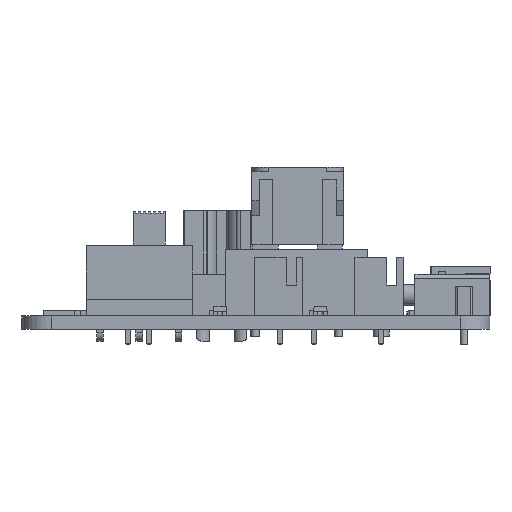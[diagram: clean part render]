
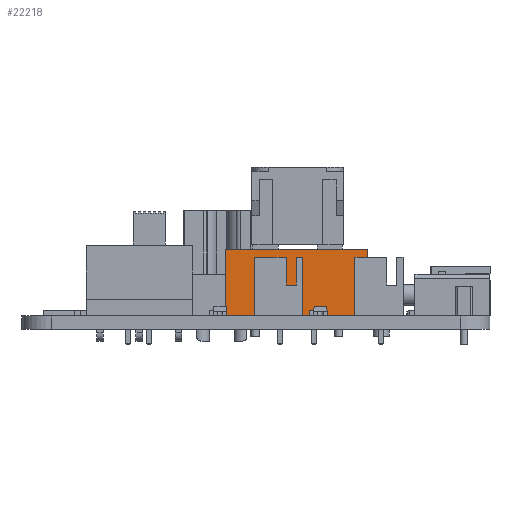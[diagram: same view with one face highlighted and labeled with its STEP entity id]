
A CAD part, left-side view. The second image highlights one B-rep face of the part: STEP entity #22218.
In plain terms, the highlighted face is planar.
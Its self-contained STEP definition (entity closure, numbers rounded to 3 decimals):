
#1470=FACE_OUTER_BOUND('',#2801,.T.);
#2801=EDGE_LOOP('',(#15745,#15746,#15747,#15748));
#4420=LINE('',#35103,#6956);
#4421=LINE('',#35106,#6957);
#4422=LINE('',#35108,#6958);
#4423=LINE('',#35109,#6959);
#6956=VECTOR('',#26750,10.);
#6957=VECTOR('',#26753,10.);
#6958=VECTOR('',#26754,10.);
#6959=VECTOR('',#26755,10.);
#9419=VERTEX_POINT('',#35099);
#9420=VERTEX_POINT('',#35101);
#9421=VERTEX_POINT('',#35105);
#9422=VERTEX_POINT('',#35107);
#11740=EDGE_CURVE('',#9419,#9420,#4420,.T.);
#11741=EDGE_CURVE('',#9421,#9419,#4421,.T.);
#11742=EDGE_CURVE('',#9422,#9420,#4422,.T.);
#11743=EDGE_CURVE('',#9421,#9422,#4423,.T.);
#15745=ORIENTED_EDGE('',*,*,#11741,.T.);
#15746=ORIENTED_EDGE('',*,*,#11740,.T.);
#15747=ORIENTED_EDGE('',*,*,#11742,.F.);
#15748=ORIENTED_EDGE('',*,*,#11743,.F.);
#20234=PLANE('',#24020);
#22218=ADVANCED_FACE('',(#1470),#20234,.T.);
#24020=AXIS2_PLACEMENT_3D('',#35104,#26751,#26752);
#26750=DIRECTION('',(0.,0.,1.));
#26751=DIRECTION('center_axis',(0.,1.,0.));
#26752=DIRECTION('ref_axis',(-1.,0.,0.));
#26753=DIRECTION('',(-1.,0.,0.));
#26754=DIRECTION('',(-1.,0.,0.));
#26755=DIRECTION('',(0.,0.,1.));
#35099=CARTESIAN_POINT('',(-8.5,3.5,0.));
#35101=CARTESIAN_POINT('',(-8.5,3.5,8.));
#35103=CARTESIAN_POINT('',(-8.5,3.5,0.));
#35104=CARTESIAN_POINT('Origin',(8.5,3.5,0.));
#35105=CARTESIAN_POINT('',(8.5,3.5,0.));
#35106=CARTESIAN_POINT('',(8.5,3.5,0.));
#35107=CARTESIAN_POINT('',(8.5,3.5,8.));
#35108=CARTESIAN_POINT('',(8.5,3.5,8.));
#35109=CARTESIAN_POINT('',(8.5,3.5,0.));
